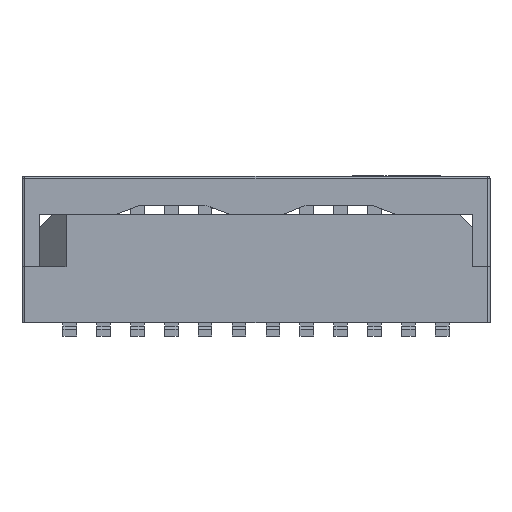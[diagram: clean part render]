
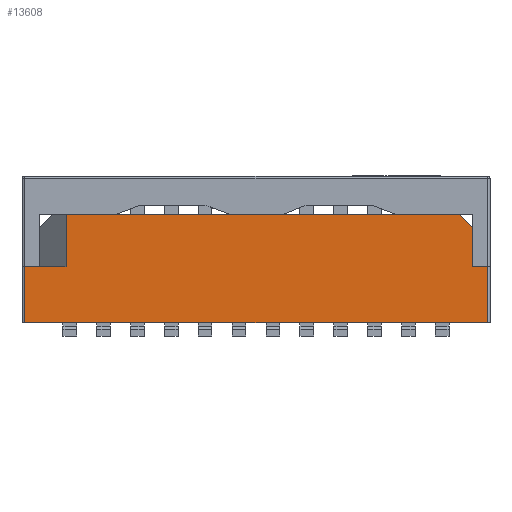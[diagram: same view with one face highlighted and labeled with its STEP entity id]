
A CAD part, left-side view. The second image highlights one B-rep face of the part: STEP entity #13608.
In plain terms, the highlighted face is planar.
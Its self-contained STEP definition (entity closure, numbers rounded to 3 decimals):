
#3960=ORIENTED_EDGE('',*,*,#6306,.T.);
#3961=ORIENTED_EDGE('',*,*,#5738,.T.);
#3962=ORIENTED_EDGE('',*,*,#6248,.F.);
#3963=ORIENTED_EDGE('',*,*,#6236,.F.);
#3964=ORIENTED_EDGE('',*,*,#6207,.F.);
#3965=ORIENTED_EDGE('',*,*,#6307,.T.);
#3966=ORIENTED_EDGE('',*,*,#6218,.T.);
#3967=ORIENTED_EDGE('',*,*,#6268,.T.);
#3968=ORIENTED_EDGE('',*,*,#5750,.T.);
#5738=EDGE_CURVE('',#7236,#7239,#8522,.T.);
#5750=EDGE_CURVE('',#7249,#7251,#8528,.T.);
#6207=EDGE_CURVE('',#7540,#7541,#8937,.T.);
#6218=EDGE_CURVE('',#7548,#7550,#8948,.T.);
#6236=EDGE_CURVE('',#7541,#7562,#8966,.T.);
#6248=EDGE_CURVE('',#7562,#7239,#8978,.T.);
#6268=EDGE_CURVE('',#7550,#7249,#8998,.T.);
#6306=EDGE_CURVE('',#7251,#7236,#9036,.T.);
#6307=EDGE_CURVE('',#7540,#7548,#9037,.T.);
#7236=VERTEX_POINT('',#24863);
#7239=VERTEX_POINT('',#24868);
#7249=VERTEX_POINT('',#24891);
#7251=VERTEX_POINT('',#24895);
#7540=VERTEX_POINT('',#25811);
#7541=VERTEX_POINT('',#25812);
#7548=VERTEX_POINT('',#25829);
#7550=VERTEX_POINT('',#25833);
#7562=VERTEX_POINT('',#25871);
#8522=LINE('',#24869,#10014);
#8528=LINE('',#24896,#10020);
#8937=LINE('',#25810,#10429);
#8948=LINE('',#25834,#10440);
#8966=LINE('',#25870,#10458);
#8978=LINE('',#25894,#10470);
#8998=LINE('',#25932,#10490);
#9036=LINE('',#26007,#10528);
#9037=LINE('',#26008,#10529);
#10014=VECTOR('',#19000,1000.);
#10020=VECTOR('',#19024,1000.);
#10429=VECTOR('',#19867,1000.);
#10440=VECTOR('',#19882,1000.);
#10458=VECTOR('',#19914,1000.);
#10470=VECTOR('',#19930,1000.);
#10490=VECTOR('',#19958,1000.);
#10528=VECTOR('',#20026,1000.);
#10529=VECTOR('',#20027,1000.);
#11373=EDGE_LOOP('',(#3960,#3961,#3962,#3963,#3964,#3965,#3966,#3967,#3968));
#12209=FACE_BOUND('',#11373,.T.);
#12845=PLANE('',#16755);
#13608=ADVANCED_FACE('',(#12209),#12845,.T.);
#16755=AXIS2_PLACEMENT_3D('',#26006,#20024,#20025);
#19000=DIRECTION('',(0.,0.,1.));
#19024=DIRECTION('',(0.,0.,-1.));
#19867=DIRECTION('',(0.707,0.,-0.707));
#19882=DIRECTION('',(0.,0.,-1.));
#19914=DIRECTION('',(0.,0.,-1.));
#19930=DIRECTION('',(1.,0.,0.));
#19958=DIRECTION('',(-1.,0.,0.));
#20024=DIRECTION('',(0.,-1.,0.));
#20025=DIRECTION('',(0.,0.,-1.));
#20026=DIRECTION('',(1.,0.,0.));
#20027=DIRECTION('',(-1.,0.,0.));
#24863=CARTESIAN_POINT('',(8.675,-7.35,0.));
#24868=CARTESIAN_POINT('',(8.675,-7.35,2.1));
#24869=CARTESIAN_POINT('',(8.675,-7.35,2.1));
#24891=CARTESIAN_POINT('',(-8.675,-7.35,2.1));
#24895=CARTESIAN_POINT('',(-8.675,-7.35,0.));
#24896=CARTESIAN_POINT('',(-8.675,-7.35,0.));
#25810=CARTESIAN_POINT('',(5.838,-7.35,5.838));
#25811=CARTESIAN_POINT('',(7.625,-7.35,4.05));
#25812=CARTESIAN_POINT('',(8.125,-7.35,3.55));
#25829=CARTESIAN_POINT('',(-7.125,-7.35,4.05));
#25833=CARTESIAN_POINT('',(-7.125,-7.35,2.1));
#25834=CARTESIAN_POINT('',(-7.125,-7.35,0.));
#25870=CARTESIAN_POINT('',(8.125,-7.35,0.));
#25871=CARTESIAN_POINT('',(8.125,-7.35,2.1));
#25894=CARTESIAN_POINT('',(0.,-7.35,2.1));
#25932=CARTESIAN_POINT('',(0.,-7.35,2.1));
#26006=CARTESIAN_POINT('',(0.,-7.35,0.));
#26007=CARTESIAN_POINT('',(-8.775,-7.35,0.));
#26008=CARTESIAN_POINT('',(8.775,-7.35,4.05));
